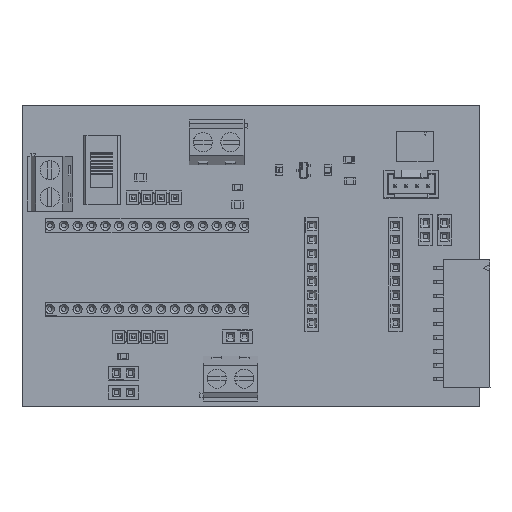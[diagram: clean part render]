
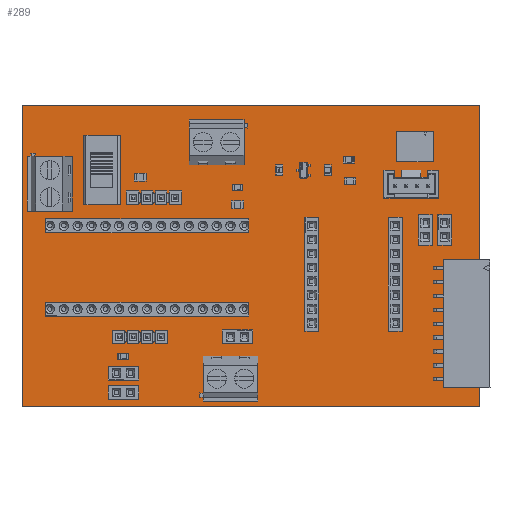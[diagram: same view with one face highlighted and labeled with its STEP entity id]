
A CAD part, top view. The second image highlights one B-rep face of the part: STEP entity #289.
In plain terms, the highlighted planar face has unit normal (0, 0, 1).
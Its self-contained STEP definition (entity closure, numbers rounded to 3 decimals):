
#160 = VERTEX_POINT('',#161);
#161 = CARTESIAN_POINT('',(25.4,25.4,0.411));
#167 = EDGE_CURVE('',#160,#168,#170,.T.);
#168 = VERTEX_POINT('',#169);
#169 = CARTESIAN_POINT('',(108.966,25.4,0.411));
#170 = LINE('',#171,#172);
#171 = CARTESIAN_POINT('',(25.4,25.4,0.411));
#172 = VECTOR('',#173,1.);
#173 = DIRECTION('',(1.,0.,0.));
#198 = EDGE_CURVE('',#168,#199,#201,.T.);
#199 = VERTEX_POINT('',#200);
#200 = CARTESIAN_POINT('',(108.966,80.391,0.411));
#201 = LINE('',#202,#203);
#202 = CARTESIAN_POINT('',(108.966,25.4,0.411));
#203 = VECTOR('',#204,1.);
#204 = DIRECTION('',(0.,1.,0.));
#229 = EDGE_CURVE('',#199,#230,#232,.T.);
#230 = VERTEX_POINT('',#231);
#231 = CARTESIAN_POINT('',(25.4,80.391,0.411));
#232 = LINE('',#233,#234);
#233 = CARTESIAN_POINT('',(108.966,80.391,0.411));
#234 = VECTOR('',#235,1.);
#235 = DIRECTION('',(-1.,0.,0.));
#260 = EDGE_CURVE('',#230,#160,#261,.T.);
#261 = LINE('',#262,#263);
#262 = CARTESIAN_POINT('',(25.4,80.391,0.411));
#263 = VECTOR('',#264,1.);
#264 = DIRECTION('',(0.,-1.,0.));
#289 = ADVANCED_FACE('',(#290),#296,.T.);
#290 = FACE_BOUND('',#291,.T.);
#291 = EDGE_LOOP('',(#292,#293,#294,#295));
#292 = ORIENTED_EDGE('',*,*,#167,.T.);
#293 = ORIENTED_EDGE('',*,*,#198,.T.);
#294 = ORIENTED_EDGE('',*,*,#229,.T.);
#295 = ORIENTED_EDGE('',*,*,#260,.T.);
#296 = PLANE('',#297);
#297 = AXIS2_PLACEMENT_3D('',#298,#299,#300);
#298 = CARTESIAN_POINT('',(67.183,52.896,0.411));
#299 = DIRECTION('',(0.,0.,1.));
#300 = DIRECTION('',(1.,0.,-0.));
